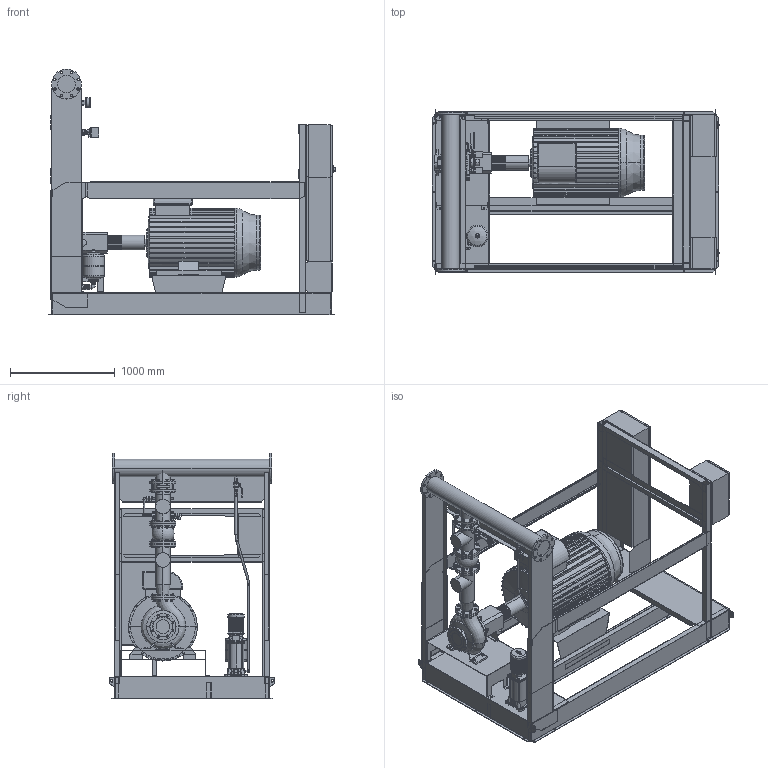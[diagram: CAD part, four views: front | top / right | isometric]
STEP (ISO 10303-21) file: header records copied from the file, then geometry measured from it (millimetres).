
FILE_DESCRIPTION((''),'2;1');
FILE_NAME('3d_Sifire-EN-100_250-269-110_1.1EJ-4183775.stp','2015-05-26T07:15:18',(''),(''),'Mechanical Desktop 2009','Mechanical Desktop 2009',', , ');
FILE_SCHEMA(('CONFIG_CONTROL_DESIGN'));
Length unit declared in the file: millimetre
Products named in the file (1): Product
Bounding box: 2744.5 x 1582 x 2345.5 mm (x, y, z)
Volume: 694608373.1 mm3; surface area: 38709331.9 mm2
Topology: 187 solids, 187 shells, 4412 faces, 10701 edges, 6751 vertices
Faces by surface type: plane 1644, bspline 1261, cylinder 911, cone 464, torus 102, sphere 30
Full cylindrical faces by diameter (mm): 309 x1
Entity records: 140980 total; most frequent: CARTESIAN_POINT 43548, ORIENTED_EDGE 21350, DIRECTION 18627, EDGE_CURVE 10675, VERTEX_POINT 6751, AXIS2_PLACEMENT_3D 6499, VECTOR 5629, LINE 5629
